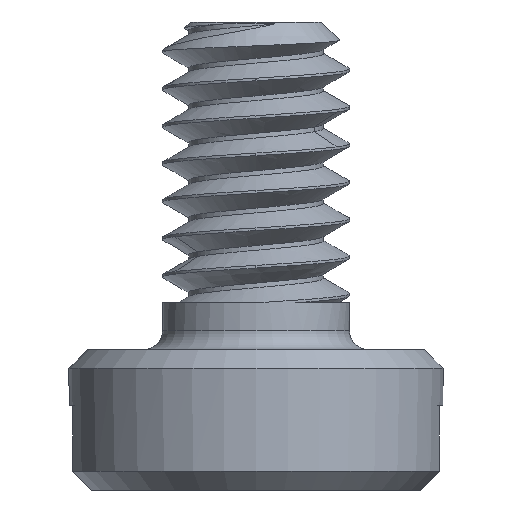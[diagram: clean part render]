
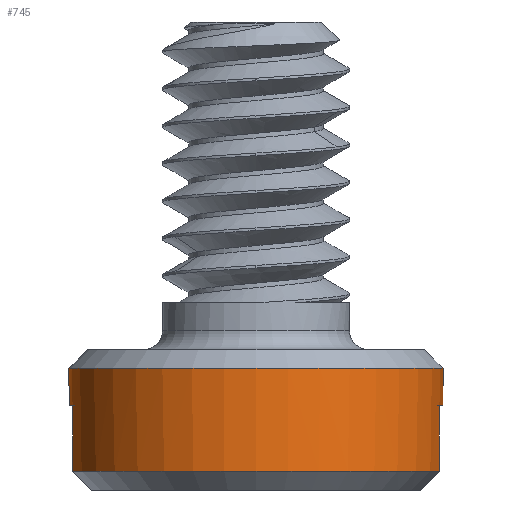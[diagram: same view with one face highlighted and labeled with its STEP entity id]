
A CAD part, left-side view. The second image highlights one B-rep face of the part: STEP entity #745.
In plain terms, the highlighted cylindrical face has radius 2 mm (diameter 4 mm), a full revolution.
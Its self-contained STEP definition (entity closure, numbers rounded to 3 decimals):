
#27=CYLINDRICAL_SURFACE($,#796,2.);
#36=LINE($,#3548,#64);
#37=LINE($,#3552,#65);
#38=LINE($,#3556,#66);
#39=LINE($,#3559,#67);
#64=VECTOR($,#879,0.7);
#65=VECTOR($,#882,0.7);
#66=VECTOR($,#885,0.7);
#67=VECTOR($,#888,0.7);
#109=FACE_BOUND($,#248,.T.);
#194=FACE_OUTER_BOUND($,#247,.T.);
#247=EDGE_LOOP($,(#568));
#248=EDGE_LOOP($,(#569,#570,#571,#572,#573,#574,#575,#576));
#292=CIRCLE($,#795,2.);
#293=CIRCLE($,#797,2.);
#294=CIRCLE($,#798,2.);
#295=CIRCLE($,#799,2.);
#296=CIRCLE($,#800,2.);
#338=VERTEX_POINT($,#3541);
#339=VERTEX_POINT($,#3544);
#340=VERTEX_POINT($,#3545);
#341=VERTEX_POINT($,#3547);
#342=VERTEX_POINT($,#3549);
#343=VERTEX_POINT($,#3551);
#344=VERTEX_POINT($,#3553);
#345=VERTEX_POINT($,#3555);
#346=VERTEX_POINT($,#3557);
#424=EDGE_CURVE($,#338,#338,#292,.T.);
#425=EDGE_CURVE($,#339,#340,#293,.T.);
#426=EDGE_CURVE($,#339,#341,#36,.T.);
#427=EDGE_CURVE($,#341,#342,#294,.T.);
#428=EDGE_CURVE($,#343,#342,#37,.T.);
#429=EDGE_CURVE($,#344,#343,#295,.T.);
#430=EDGE_CURVE($,#344,#345,#38,.T.);
#431=EDGE_CURVE($,#345,#346,#296,.T.);
#432=EDGE_CURVE($,#340,#346,#39,.T.);
#568=ORIENTED_EDGE($,*,*,#424,.T.);
#569=ORIENTED_EDGE($,*,*,#425,.F.);
#570=ORIENTED_EDGE($,*,*,#426,.T.);
#571=ORIENTED_EDGE($,*,*,#427,.T.);
#572=ORIENTED_EDGE($,*,*,#428,.F.);
#573=ORIENTED_EDGE($,*,*,#429,.F.);
#574=ORIENTED_EDGE($,*,*,#430,.T.);
#575=ORIENTED_EDGE($,*,*,#431,.T.);
#576=ORIENTED_EDGE($,*,*,#432,.F.);
#745=ADVANCED_FACE($,(#194,#109),#27,.T.);
#795=AXIS2_PLACEMENT_3D($,#3542,#873,#874);
#796=AXIS2_PLACEMENT_3D($,#3543,#875,#876);
#797=AXIS2_PLACEMENT_3D($,#3546,#877,#878);
#798=AXIS2_PLACEMENT_3D($,#3550,#880,#881);
#799=AXIS2_PLACEMENT_3D($,#3554,#883,#884);
#800=AXIS2_PLACEMENT_3D($,#3558,#886,#887);
#873=DIRECTION('center_axis',(0.,0.,-1.));
#874=DIRECTION('ref_axis',(1.,0.,0.));
#875=DIRECTION('center_axis',(0.,0.,1.));
#876=DIRECTION('ref_axis',(-1.,0.,0.));
#877=DIRECTION('center_axis',(0.,0.,-1.));
#878=DIRECTION('ref_axis',(0.2,0.98,0.));
#879=DIRECTION($,(0.,0.,1.));
#880=DIRECTION('center_axis',(0.,0.,1.));
#881=DIRECTION('ref_axis',(0.2,0.98,0.));
#882=DIRECTION($,(0.,0.,1.));
#883=DIRECTION('center_axis',(0.,0.,-1.));
#884=DIRECTION('ref_axis',(-0.2,-0.98,0.));
#885=DIRECTION($,(0.,0.,1.));
#886=DIRECTION('center_axis',(0.,0.,1.));
#887=DIRECTION('ref_axis',(-0.2,-0.98,0.));
#888=DIRECTION($,(0.,0.,1.));
#3541=CARTESIAN_POINT('',(-11.5,0.,-1.775));
#3542=CARTESIAN_POINT('Origin',(-9.5,0.,-1.775));
#3543=CARTESIAN_POINT('Origin',(-9.5,0.,-3.325));
#3544=CARTESIAN_POINT('',(-9.1,1.96,-2.875));
#3545=CARTESIAN_POINT('',(-9.1,-1.96,-2.875));
#3546=CARTESIAN_POINT('Origin',(-9.5,0.,-2.875));
#3547=CARTESIAN_POINT('',(-9.1,1.96,-2.175));
#3548=CARTESIAN_POINT($,(-9.1,1.96,-2.875));
#3549=CARTESIAN_POINT('',(-9.9,1.96,-2.175));
#3550=CARTESIAN_POINT('Origin',(-9.5,0.,-2.175));
#3551=CARTESIAN_POINT('',(-9.9,1.96,-2.875));
#3552=CARTESIAN_POINT($,(-9.9,1.96,-2.875));
#3553=CARTESIAN_POINT('',(-9.9,-1.96,-2.875));
#3554=CARTESIAN_POINT('Origin',(-9.5,0.,-2.875));
#3555=CARTESIAN_POINT('',(-9.9,-1.96,-2.175));
#3556=CARTESIAN_POINT($,(-9.9,-1.96,-2.875));
#3557=CARTESIAN_POINT('',(-9.1,-1.96,-2.175));
#3558=CARTESIAN_POINT('Origin',(-9.5,0.,-2.175));
#3559=CARTESIAN_POINT($,(-9.1,-1.96,-2.875));
